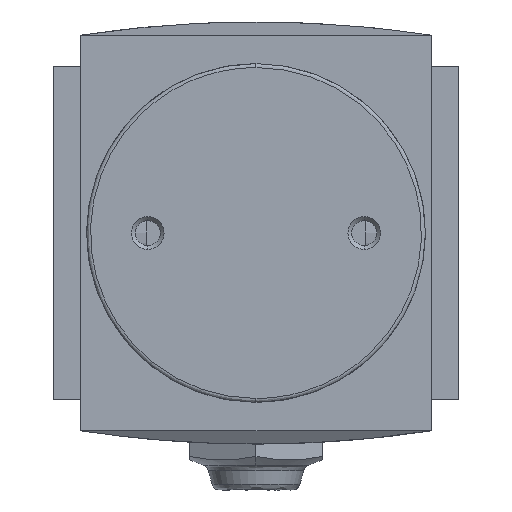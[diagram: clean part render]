
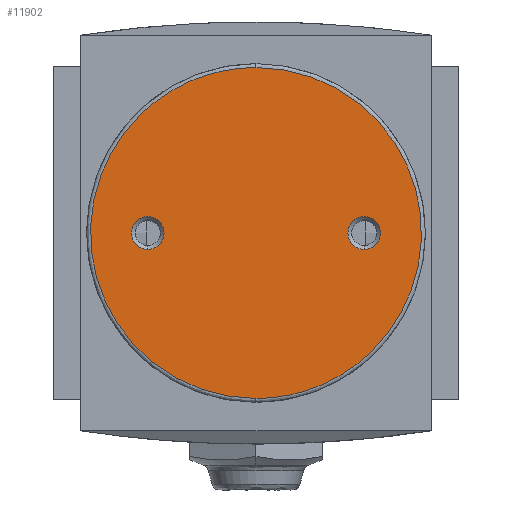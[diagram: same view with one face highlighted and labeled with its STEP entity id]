
A CAD part, front view. The second image highlights one B-rep face of the part: STEP entity #11902.
In plain terms, the highlighted planar face has unit normal (0, -1, 0).
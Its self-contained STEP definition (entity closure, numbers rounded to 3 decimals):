
#6 = CARTESIAN_POINT ( 'NONE',  ( 0., -33., -21.25 ) ) ;
#318 = EDGE_CURVE ( 'NONE', #14701, #12184, #6284, .T. ) ;
#605 = ORIENTED_EDGE ( 'NONE', *, *, #318, .F. ) ;
#750 = AXIS2_PLACEMENT_3D ( 'NONE', #1576, #3838, #6302 ) ;
#858 = DIRECTION ( 'NONE',  ( 0., 0., -1. ) ) ;
#1020 = DIRECTION ( 'NONE',  ( 0., 0., -1. ) ) ;
#1024 = EDGE_CURVE ( 'NONE', #13533, #1848, #13712, .T. ) ;
#1191 = CARTESIAN_POINT ( 'NONE',  ( 0., -33., -21.25 ) ) ;
#1576 = CARTESIAN_POINT ( 'NONE',  ( -13.9, -33., 0. ) ) ;
#1659 = ORIENTED_EDGE ( 'NONE', *, *, #6614, .F. ) ;
#1848 = VERTEX_POINT ( 'NONE', #14273 ) ;
#2190 = ORIENTED_EDGE ( 'NONE', *, *, #11367, .F. ) ;
#2214 = CARTESIAN_POINT ( 'NONE',  ( -42.5, -33., 21.25 ) ) ;
#2605 = FACE_BOUND ( 'NONE', #4151, .T. ) ;
#2756 = VERTEX_POINT ( 'NONE', #5338 ) ;
#3487 = AXIS2_PLACEMENT_3D ( 'NONE', #14530, #12263, #858 ) ;
#3838 = DIRECTION ( 'NONE',  ( 0., -1., 0. ) ) ;
#4151 = EDGE_LOOP ( 'NONE', ( #11300, #2190 ) ) ;
#4215 = CARTESIAN_POINT ( 'NONE',  ( 13.9, -33., -2.1 ) ) ;
#4712 = AXIS2_PLACEMENT_3D ( 'NONE', #5083, #5172, #9597 ) ;
#5083 = CARTESIAN_POINT ( 'NONE',  ( 21.25, -33., 0. ) ) ;
#5172 = DIRECTION ( 'NONE',  ( 0., 1., 0. ) ) ;
#5192 = AXIS2_PLACEMENT_3D ( 'NONE', #11317, #6687, #1020 ) ;
#5338 = CARTESIAN_POINT ( 'NONE',  ( -13.9, -33., 2.1 ) ) ;
#5636 = CARTESIAN_POINT ( 'NONE',  ( 13.9, -33., 2.1 ) ) ;
#5656 = CARTESIAN_POINT ( 'NONE',  ( -13.9, -33., 0. ) ) ;
#5821 = FACE_OUTER_BOUND ( 'NONE', #13112, .T. ) ;
#6284 = CIRCLE ( 'NONE', #5192, 2.1 ) ;
#6302 = DIRECTION ( 'NONE',  ( 0., 0., -1. ) ) ;
#6614 = EDGE_CURVE ( 'NONE', #1848, #13533, #10830, .T. ) ;
#6687 = DIRECTION ( 'NONE',  ( 0., -1., 0. ) ) ;
#6740 = FACE_BOUND ( 'NONE', #6889, .T. ) ;
#6889 = EDGE_LOOP ( 'NONE', ( #13882, #605 ) ) ;
#7800 = CARTESIAN_POINT ( 'NONE',  ( 0., -33., 21.25 ) ) ;
#7881 = DIRECTION ( 'NONE',  ( 0., -1., 0. ) ) ;
#8046 = CARTESIAN_POINT ( 'NONE',  ( 42.5, -33., -21.25 ) ) ;
#8075 = AXIS2_PLACEMENT_3D ( 'NONE', #5656, #7881, #11256 ) ;
#9130 = CARTESIAN_POINT ( 'NONE',  ( 0., -33., 21.25 ) ) ;
#9397 = CIRCLE ( 'NONE', #8075, 2.1 ) ;
#9597 = DIRECTION ( 'NONE',  ( 0., 0., 1. ) ) ;
#9774 = VERTEX_POINT ( 'NONE', #12696 ) ;
#10830 =( BOUNDED_CURVE ( )  B_SPLINE_CURVE ( 3, ( #6, #14798, #2214, #9130 ),
 .UNSPECIFIED., .F., .F. ) 
 B_SPLINE_CURVE_WITH_KNOTS ( ( 4, 4 ),
 ( 0., 0.5 ),
 .UNSPECIFIED. ) 
 CURVE ( )  GEOMETRIC_REPRESENTATION_ITEM ( )  RATIONAL_B_SPLINE_CURVE ( ( 1., 0.333, 0.333, 1. ) ) 
 REPRESENTATION_ITEM ( '' )  );
#11256 = DIRECTION ( 'NONE',  ( 0., 0., -1. ) ) ;
#11300 = ORIENTED_EDGE ( 'NONE', *, *, #12195, .F. ) ;
#11317 = CARTESIAN_POINT ( 'NONE',  ( 13.9, -33., 0. ) ) ;
#11367 = EDGE_CURVE ( 'NONE', #2756, #9774, #11986, .T. ) ;
#11773 = PLANE ( 'NONE',  #4712 ) ;
#11902 = ADVANCED_FACE ( 'NONE', ( #2605, #5821, #6740 ), #11773, .F. ) ;
#11986 = CIRCLE ( 'NONE', #750, 2.1 ) ;
#12184 = VERTEX_POINT ( 'NONE', #4215 ) ;
#12195 = EDGE_CURVE ( 'NONE', #9774, #2756, #9397, .T. ) ;
#12263 = DIRECTION ( 'NONE',  ( 0., -1., 0. ) ) ;
#12696 = CARTESIAN_POINT ( 'NONE',  ( -13.9, -33., -2.1 ) ) ;
#13029 = EDGE_CURVE ( 'NONE', #12184, #14701, #13483, .T. ) ;
#13112 = EDGE_LOOP ( 'NONE', ( #1659, #13601 ) ) ;
#13483 = CIRCLE ( 'NONE', #3487, 2.1 ) ;
#13533 = VERTEX_POINT ( 'NONE', #7800 ) ;
#13601 = ORIENTED_EDGE ( 'NONE', *, *, #1024, .F. ) ;
#13712 =( BOUNDED_CURVE ( )  B_SPLINE_CURVE ( 3, ( #13873, #13782, #8046, #1191 ),
 .UNSPECIFIED., .F., .T. ) 
 B_SPLINE_CURVE_WITH_KNOTS ( ( 4, 4 ),
 ( 0.5, 1. ),
 .UNSPECIFIED. ) 
 CURVE ( )  GEOMETRIC_REPRESENTATION_ITEM ( )  RATIONAL_B_SPLINE_CURVE ( ( 1., 0.333, 0.333, 1. ) ) 
 REPRESENTATION_ITEM ( '' )  );
#13782 = CARTESIAN_POINT ( 'NONE',  ( 42.5, -33., 21.25 ) ) ;
#13873 = CARTESIAN_POINT ( 'NONE',  ( 0., -33., 21.25 ) ) ;
#13882 = ORIENTED_EDGE ( 'NONE', *, *, #13029, .F. ) ;
#14273 = CARTESIAN_POINT ( 'NONE',  ( 0., -33., -21.25 ) ) ;
#14530 = CARTESIAN_POINT ( 'NONE',  ( 13.9, -33., 0. ) ) ;
#14701 = VERTEX_POINT ( 'NONE', #5636 ) ;
#14798 = CARTESIAN_POINT ( 'NONE',  ( -42.5, -33., -21.25 ) ) ;
